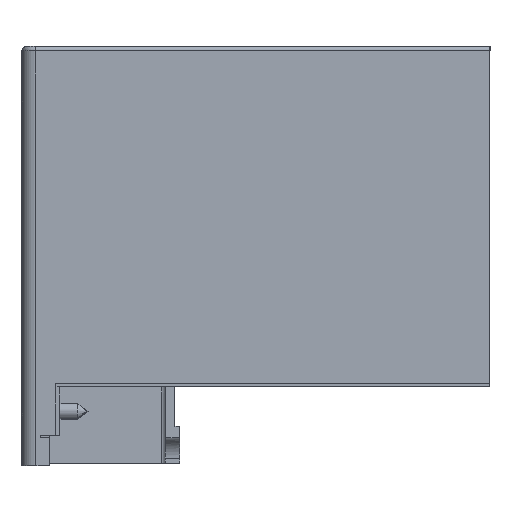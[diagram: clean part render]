
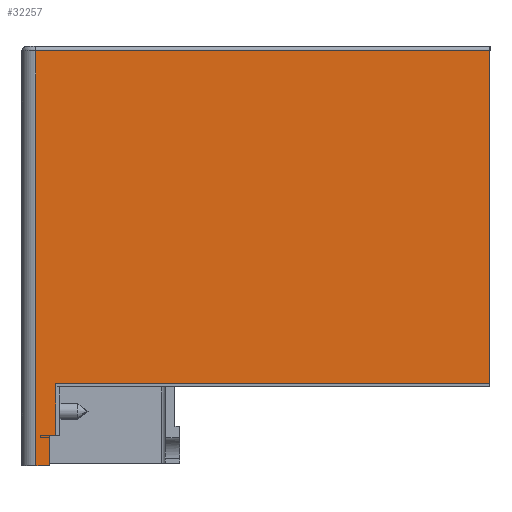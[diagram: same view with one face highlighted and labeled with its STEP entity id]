
A CAD part, left-side view. The second image highlights one B-rep face of the part: STEP entity #32257.
In plain terms, the highlighted planar face has unit normal (-1, 0, 0).
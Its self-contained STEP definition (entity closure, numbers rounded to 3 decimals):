
#2623=DIRECTION('',(0.,1.,0.));
#2624=VECTOR('',#2623,1.3);
#2625=CARTESIAN_POINT('',(-105.,93.7,252.));
#2626=LINE('',#2625,#2624);
#2627=DIRECTION('',(0.,0.,-1.));
#2628=VECTOR('',#2627,6.5);
#2629=CARTESIAN_POINT('',(-105.,95.,252.));
#2630=LINE('',#2629,#2628);
#2631=DIRECTION('',(0.,1.,0.));
#2632=VECTOR('',#2631,3.);
#2633=CARTESIAN_POINT('',(-105.,95.,245.5));
#2634=LINE('',#2633,#2632);
#2635=DIRECTION('',(0.,0.,1.));
#2636=VECTOR('',#2635,89.5);
#2637=CARTESIAN_POINT('',(-105.,98.,245.5));
#2638=LINE('',#2637,#2636);
#2639=DIRECTION('',(0.,0.,1.));
#2640=VECTOR('',#2639,11.2);
#2641=CARTESIAN_POINT('',(-105.,93.7,252.));
#2642=LINE('',#2641,#2640);
#2651=DIRECTION('',(0.,-1.,0.));
#2652=VECTOR('',#2651,93.7);
#2653=CARTESIAN_POINT('',(-105.,93.7,263.2));
#2654=LINE('',#2653,#2652);
#2659=DIRECTION('',(0.,0.,1.));
#2660=VECTOR('',#2659,71.8);
#2661=CARTESIAN_POINT('',(-105.,0.,263.2));
#2662=LINE('',#2661,#2660);
#19681=DIRECTION('',(0.,1.,0.));
#19682=VECTOR('',#19681,98.);
#19683=CARTESIAN_POINT('',(-105.,0.,335.));
#19684=LINE('',#19683,#19682);
#21172=CARTESIAN_POINT('',(-105.,98.,245.5));
#21174=VERTEX_POINT('',#21172);
#21176=CARTESIAN_POINT('',(-105.,95.,245.5));
#21178=VERTEX_POINT('',#21176);
#23170=CARTESIAN_POINT('',(-105.,98.,335.));
#23172=VERTEX_POINT('',#23170);
#23271=CARTESIAN_POINT('',(-105.,95.,252.));
#23272=VERTEX_POINT('',#23271);
#23274=CARTESIAN_POINT('',(-105.,93.7,252.));
#23276=VERTEX_POINT('',#23274);
#23283=CARTESIAN_POINT('',(-105.,0.,263.2));
#23284=CARTESIAN_POINT('',(-105.,0.,335.));
#23285=VERTEX_POINT('',#23283);
#23286=VERTEX_POINT('',#23284);
#23287=CARTESIAN_POINT('',(-105.,93.7,263.2));
#23288=VERTEX_POINT('',#23287);
#32236=CARTESIAN_POINT('',(-105.,49.,290.25));
#32237=DIRECTION('',(1.,0.,0.));
#32238=DIRECTION('',(0.,1.,0.));
#32239=AXIS2_PLACEMENT_3D('',#32236,#32237,#32238);
#32240=PLANE('',#32239);
#32242=ORIENTED_EDGE('',*,*,#32241,.F.);
#32244=ORIENTED_EDGE('',*,*,#32243,.T.);
#32246=ORIENTED_EDGE('',*,*,#32245,.T.);
#32247=ORIENTED_EDGE('',*,*,#27321,.T.);
#32248=ORIENTED_EDGE('',*,*,#29643,.T.);
#32250=ORIENTED_EDGE('',*,*,#32249,.F.);
#32252=ORIENTED_EDGE('',*,*,#32251,.F.);
#32254=ORIENTED_EDGE('',*,*,#32253,.F.);
#32255=EDGE_LOOP('',(#32242,#32244,#32246,#32247,#32248,#32250,#32252,#32254));
#32256=FACE_OUTER_BOUND('',#32255,.F.);
#27321=EDGE_CURVE('',#21178,#21174,#2634,.T.);
#29643=EDGE_CURVE('',#21174,#23172,#2638,.T.);
#32241=EDGE_CURVE('',#23276,#23288,#2642,.T.);
#32243=EDGE_CURVE('',#23276,#23272,#2626,.T.);
#32245=EDGE_CURVE('',#23272,#21178,#2630,.T.);
#32249=EDGE_CURVE('',#23286,#23172,#19684,.T.);
#32251=EDGE_CURVE('',#23285,#23286,#2662,.T.);
#32253=EDGE_CURVE('',#23288,#23285,#2654,.T.);
#32257=ADVANCED_FACE('',(#32256),#32240,.F.);
